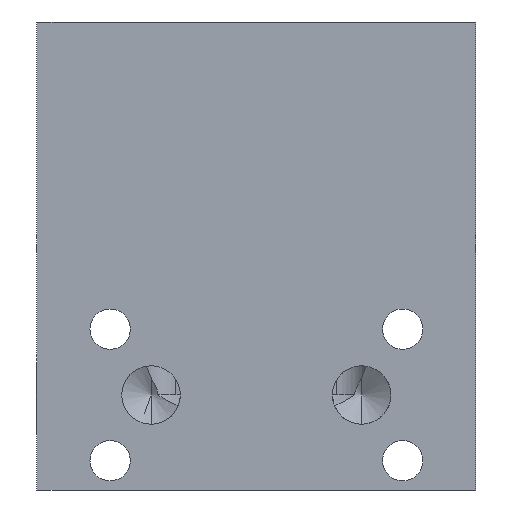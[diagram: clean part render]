
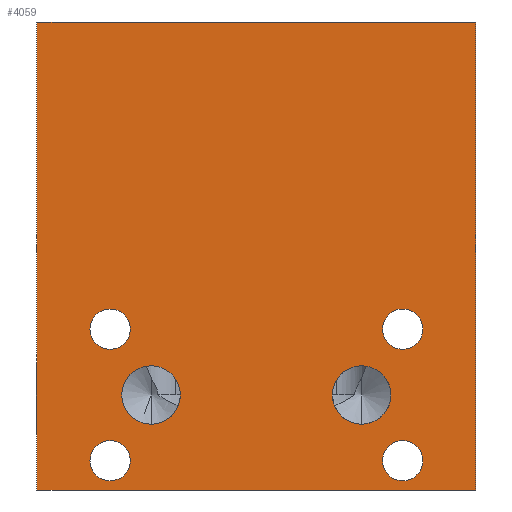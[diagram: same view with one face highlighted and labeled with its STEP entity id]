
A CAD part, left-side view. The second image highlights one B-rep face of the part: STEP entity #4059.
In plain terms, the highlighted planar face has unit normal (-1, 0, 0).
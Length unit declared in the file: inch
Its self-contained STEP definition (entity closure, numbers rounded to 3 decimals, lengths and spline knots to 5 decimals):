
#1=DIRECTION('',(0.,-1.,0.));
#2=VECTOR('',#1,3.75);
#3=CARTESIAN_POINT('',(0.,0.,0.));
#4=LINE('',#3,#2);
#37=DIRECTION('',(0.,0.,1.));
#38=VECTOR('',#37,4.);
#39=CARTESIAN_POINT('',(0.,0.,0.));
#40=LINE('',#39,#38);
#41=CARTESIAN_POINT('',(0.,-0.625,1.375));
#42=DIRECTION('',(1.,0.,0.));
#43=DIRECTION('',(0.,0.,-1.));
#44=AXIS2_PLACEMENT_3D('',#41,#42,#43);
#46=CARTESIAN_POINT('',(0.,-0.625,1.375));
#47=DIRECTION('',(1.,0.,0.));
#48=DIRECTION('',(0.,0.,1.));
#49=AXIS2_PLACEMENT_3D('',#46,#47,#48);
#51=CARTESIAN_POINT('',(0.,-3.125,1.375));
#52=DIRECTION('',(1.,0.,0.));
#53=DIRECTION('',(0.,0.,-1.));
#54=AXIS2_PLACEMENT_3D('',#51,#52,#53);
#56=CARTESIAN_POINT('',(0.,-3.125,1.375));
#57=DIRECTION('',(1.,0.,0.));
#58=DIRECTION('',(0.,0.,1.));
#59=AXIS2_PLACEMENT_3D('',#56,#57,#58);
#61=CARTESIAN_POINT('',(0.,-3.125,0.25));
#62=DIRECTION('',(1.,0.,0.));
#63=DIRECTION('',(0.,0.,-1.));
#64=AXIS2_PLACEMENT_3D('',#61,#62,#63);
#66=CARTESIAN_POINT('',(0.,-3.125,0.25));
#67=DIRECTION('',(1.,0.,0.));
#68=DIRECTION('',(0.,0.,1.));
#69=AXIS2_PLACEMENT_3D('',#66,#67,#68);
#71=CARTESIAN_POINT('',(0.,-0.625,0.25));
#72=DIRECTION('',(1.,0.,0.));
#73=DIRECTION('',(0.,0.,-1.));
#74=AXIS2_PLACEMENT_3D('',#71,#72,#73);
#76=CARTESIAN_POINT('',(0.,-0.625,0.25));
#77=DIRECTION('',(1.,0.,0.));
#78=DIRECTION('',(0.,0.,1.));
#79=AXIS2_PLACEMENT_3D('',#76,#77,#78);
#81=CARTESIAN_POINT('',(0.,-0.975,0.812));
#82=DIRECTION('',(1.,0.,0.));
#83=DIRECTION('',(0.,0.,-1.));
#84=AXIS2_PLACEMENT_3D('',#81,#82,#83);
#86=CARTESIAN_POINT('',(0.,-0.975,0.812));
#87=DIRECTION('',(1.,0.,0.));
#88=DIRECTION('',(0.,0.,1.));
#89=AXIS2_PLACEMENT_3D('',#86,#87,#88);
#91=CARTESIAN_POINT('',(0.,-2.775,0.812));
#92=DIRECTION('',(1.,0.,0.));
#93=DIRECTION('',(0.,0.,-1.));
#94=AXIS2_PLACEMENT_3D('',#91,#92,#93);
#96=CARTESIAN_POINT('',(0.,-2.775,0.812));
#97=DIRECTION('',(1.,0.,0.));
#98=DIRECTION('',(0.,0.,1.));
#99=AXIS2_PLACEMENT_3D('',#96,#97,#98);
#179=DIRECTION('',(0.,0.,1.));
#180=VECTOR('',#179,4.);
#181=CARTESIAN_POINT('',(0.,-3.75,0.));
#182=LINE('',#181,#180);
#183=DIRECTION('',(0.,-1.,0.));
#184=VECTOR('',#183,3.75);
#185=CARTESIAN_POINT('',(0.,0.,4.));
#186=LINE('',#185,#184);
#3503=CARTESIAN_POINT('',(0.,0.,0.));
#3504=CARTESIAN_POINT('',(0.,-3.75,0.));
#3505=VERTEX_POINT('',#3503);
#3506=VERTEX_POINT('',#3504);
#3511=CARTESIAN_POINT('',(0.,0.,4.));
#3512=CARTESIAN_POINT('',(0.,-3.75,4.));
#3513=VERTEX_POINT('',#3511);
#3514=VERTEX_POINT('',#3512);
#3843=CARTESIAN_POINT('',(0.,-0.625,1.203));
#3844=CARTESIAN_POINT('',(0.,-0.625,1.547));
#3845=VERTEX_POINT('',#3843);
#3846=VERTEX_POINT('',#3844);
#3851=CARTESIAN_POINT('',(0.,-3.125,1.203));
#3852=CARTESIAN_POINT('',(0.,-3.125,1.547));
#3853=VERTEX_POINT('',#3851);
#3854=VERTEX_POINT('',#3852);
#3859=CARTESIAN_POINT('',(0.,-3.125,0.078));
#3860=CARTESIAN_POINT('',(0.,-3.125,0.422));
#3861=VERTEX_POINT('',#3859);
#3862=VERTEX_POINT('',#3860);
#3867=CARTESIAN_POINT('',(0.,-0.625,0.078));
#3868=CARTESIAN_POINT('',(0.,-0.625,0.422));
#3869=VERTEX_POINT('',#3867);
#3870=VERTEX_POINT('',#3868);
#3879=CARTESIAN_POINT('',(0.,-0.975,0.562));
#3880=CARTESIAN_POINT('',(0.,-0.975,1.062));
#3881=VERTEX_POINT('',#3879);
#3882=VERTEX_POINT('',#3880);
#3898=CARTESIAN_POINT('',(0.,-2.775,0.562));
#3899=CARTESIAN_POINT('',(0.,-2.775,1.062));
#3900=VERTEX_POINT('',#3898);
#3901=VERTEX_POINT('',#3899);
#4009=CARTESIAN_POINT('',(0.,0.,0.));
#4010=DIRECTION('',(-1.,0.,0.));
#4011=DIRECTION('',(0.,-1.,0.));
#4012=AXIS2_PLACEMENT_3D('',#4009,#4010,#4011);
#4013=PLANE('',#4012);
#4014=ORIENTED_EDGE('',*,*,#3986,.F.);
#4016=ORIENTED_EDGE('',*,*,#4015,.T.);
#4018=ORIENTED_EDGE('',*,*,#4017,.T.);
#4020=ORIENTED_EDGE('',*,*,#4019,.F.);
#4021=EDGE_LOOP('',(#4014,#4016,#4018,#4020));
#4022=FACE_OUTER_BOUND('',#4021,.F.);
#4024=ORIENTED_EDGE('',*,*,#4023,.F.);
#4026=ORIENTED_EDGE('',*,*,#4025,.F.);
#4027=EDGE_LOOP('',(#4024,#4026));
#4028=FACE_BOUND('',#4027,.F.);
#4030=ORIENTED_EDGE('',*,*,#4029,.F.);
#4032=ORIENTED_EDGE('',*,*,#4031,.F.);
#4033=EDGE_LOOP('',(#4030,#4032));
#4034=FACE_BOUND('',#4033,.F.);
#4036=ORIENTED_EDGE('',*,*,#4035,.F.);
#4038=ORIENTED_EDGE('',*,*,#4037,.F.);
#4039=EDGE_LOOP('',(#4036,#4038));
#4040=FACE_BOUND('',#4039,.F.);
#4042=ORIENTED_EDGE('',*,*,#4041,.F.);
#4044=ORIENTED_EDGE('',*,*,#4043,.F.);
#4045=EDGE_LOOP('',(#4042,#4044));
#4046=FACE_BOUND('',#4045,.F.);
#4048=ORIENTED_EDGE('',*,*,#4047,.F.);
#4050=ORIENTED_EDGE('',*,*,#4049,.F.);
#4051=EDGE_LOOP('',(#4048,#4050));
#4052=FACE_BOUND('',#4051,.F.);
#4054=ORIENTED_EDGE('',*,*,#4053,.F.);
#4056=ORIENTED_EDGE('',*,*,#4055,.F.);
#4057=EDGE_LOOP('',(#4054,#4056));
#4058=FACE_BOUND('',#4057,.F.);
#4059=ADVANCED_FACE('',(#4022,#4028,#4034,#4040,#4046,#4052,#4058),#4013,.T.);
#45=CIRCLE('',#44,0.172);
#50=CIRCLE('',#49,0.172);
#55=CIRCLE('',#54,0.172);
#60=CIRCLE('',#59,0.172);
#65=CIRCLE('',#64,0.172);
#70=CIRCLE('',#69,0.172);
#75=CIRCLE('',#74,0.172);
#80=CIRCLE('',#79,0.172);
#85=CIRCLE('',#84,0.25);
#90=CIRCLE('',#89,0.25);
#95=CIRCLE('',#94,0.25);
#100=CIRCLE('',#99,0.25);
#3986=EDGE_CURVE('',#3505,#3506,#4,.T.);
#4015=EDGE_CURVE('',#3505,#3513,#40,.T.);
#4017=EDGE_CURVE('',#3513,#3514,#186,.T.);
#4019=EDGE_CURVE('',#3506,#3514,#182,.T.);
#4023=EDGE_CURVE('',#3845,#3846,#45,.T.);
#4025=EDGE_CURVE('',#3846,#3845,#50,.T.);
#4029=EDGE_CURVE('',#3853,#3854,#55,.T.);
#4031=EDGE_CURVE('',#3854,#3853,#60,.T.);
#4035=EDGE_CURVE('',#3861,#3862,#65,.T.);
#4037=EDGE_CURVE('',#3862,#3861,#70,.T.);
#4041=EDGE_CURVE('',#3869,#3870,#75,.T.);
#4043=EDGE_CURVE('',#3870,#3869,#80,.T.);
#4047=EDGE_CURVE('',#3881,#3882,#85,.T.);
#4049=EDGE_CURVE('',#3882,#3881,#90,.T.);
#4053=EDGE_CURVE('',#3900,#3901,#95,.T.);
#4055=EDGE_CURVE('',#3901,#3900,#100,.T.);
